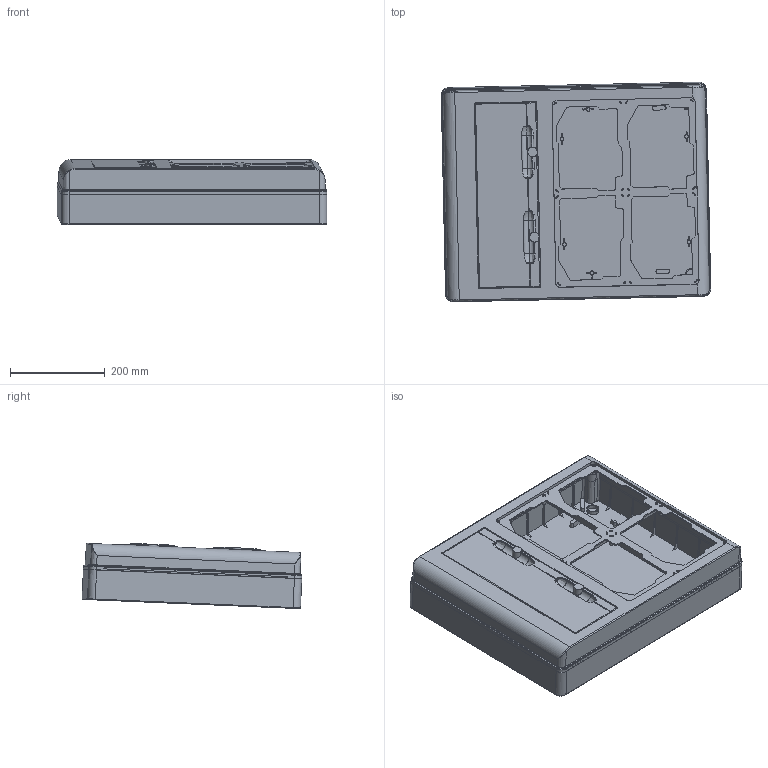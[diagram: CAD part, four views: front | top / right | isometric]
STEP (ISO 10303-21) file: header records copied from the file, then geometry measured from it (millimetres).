
FILE_DESCRIPTION((''),'2;1');
FILE_NAME('GW68014N_ASM','2021-03-31T12:30:13',('User'),('Axiro Italia'),'CREO PARAMETRIC BY PTC INC, 2020354','CREO PARAMETRIC BY PTC INC, 2020354','');
FILE_SCHEMA(('CONFIG_CONTROL_DESIGN'));
Length unit declared in the file: millimetre
Products named in the file (3): 55523526CXXX___FONDO_QDIN_20M; 55523534GXXX_FRONTALE_QDIN_20M_; GW68014N_ASM
Assembly tree (2 placements, depth 2):
  GW68014N_ASM
    55523526CXXX___FONDO_QDIN_20M
    55523534GXXX_FRONTALE_QDIN_20M_
Bounding box: 568.95 x 463.79 x 137.34 mm (x, y, z)
Volume: 4073447.5 mm3; surface area: 1442543.9 mm2
Topology: 2 solids, 2 shells, 1196 faces, 3273 edges, 2126 vertices
Faces by surface type: plane 716, cone 210, cylinder 146, bspline 82, torus 34, sphere 8
Entity records: 44114 total; most frequent: CARTESIAN_POINT 14437, ORIENTED_EDGE 6514, DIRECTION 5663, EDGE_CURVE 3257, VERTEX_POINT 2126, VECTOR 2069, LINE 2069, AXIS2_PLACEMENT_3D 1797
